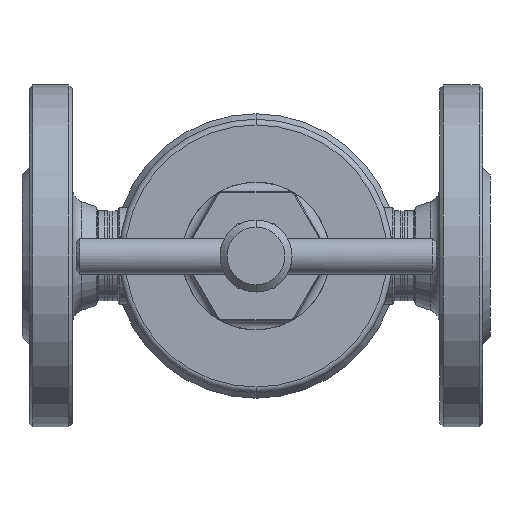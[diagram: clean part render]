
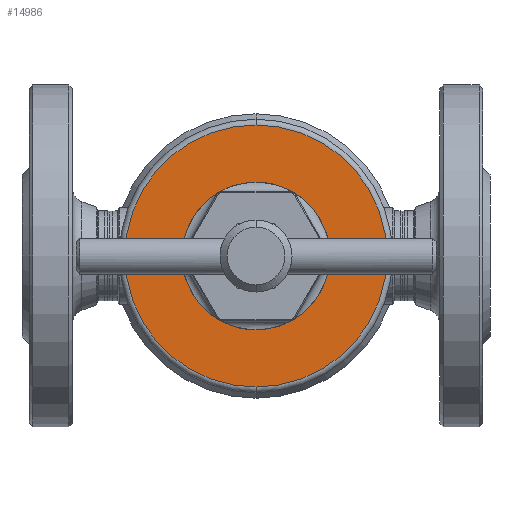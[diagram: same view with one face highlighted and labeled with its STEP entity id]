
A CAD part, front view. The second image highlights one B-rep face of the part: STEP entity #14986.
In plain terms, the highlighted planar face has unit normal (0, -1, 0).
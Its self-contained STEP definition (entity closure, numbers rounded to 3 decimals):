
#1295 = CARTESIAN_POINT ( 'NONE',  ( 0., -201.5, 20.5 ) ) ;
#1349 = VERTEX_POINT ( 'NONE', #1295 ) ;
#1600 = ORIENTED_EDGE ( 'NONE', *, *, #8246, .F. ) ;
#1804 = CARTESIAN_POINT ( 'NONE',  ( 0., -201.5, 0. ) ) ;
#1907 = DIRECTION ( 'NONE',  ( 0., 1., 0. ) ) ;
#2358 = CIRCLE ( 'NONE', #3227, 20.5 ) ;
#2440 = CARTESIAN_POINT ( 'NONE',  ( 0., -201.5, 36.4 ) ) ;
#3043 = DIRECTION ( 'NONE',  ( 0., 0., -1. ) ) ;
#3092 = PLANE ( 'NONE',  #12067 ) ;
#3227 = AXIS2_PLACEMENT_3D ( 'NONE', #12011, #4608, #13258 ) ;
#3781 = CARTESIAN_POINT ( 'NONE',  ( 0., -201.5, 0. ) ) ;
#3905 = AXIS2_PLACEMENT_3D ( 'NONE', #3781, #12431, #5019 ) ;
#4192 = DIRECTION ( 'NONE',  ( 0., -1., 0. ) ) ;
#4608 = DIRECTION ( 'NONE',  ( 0., -1., 0. ) ) ;
#5019 = DIRECTION ( 'NONE',  ( 0., 0., -1. ) ) ;
#5710 = VERTEX_POINT ( 'NONE', #2440 ) ;
#5879 = AXIS2_PLACEMENT_3D ( 'NONE', #1804, #10463, #3043 ) ;
#5903 = FACE_BOUND ( 'NONE', #16008, .T. ) ;
#6562 = ORIENTED_EDGE ( 'NONE', *, *, #11742, .F. ) ;
#7028 = VERTEX_POINT ( 'NONE', #7781 ) ;
#7781 = CARTESIAN_POINT ( 'NONE',  ( 0., -201.5, -20.5 ) ) ;
#8246 = EDGE_CURVE ( 'NONE', #7028, #1349, #2358, .T. ) ;
#9556 = EDGE_CURVE ( 'NONE', #5710, #10786, #10094, .T. ) ;
#9561 = EDGE_LOOP ( 'NONE', ( #10101, #9733 ) ) ;
#9733 = ORIENTED_EDGE ( 'NONE', *, *, #9556, .T. ) ;
#9769 = EDGE_CURVE ( 'NONE', #10786, #5710, #11433, .T. ) ;
#10094 = CIRCLE ( 'NONE', #11383, 36.4 ) ;
#10101 = ORIENTED_EDGE ( 'NONE', *, *, #9769, .T. ) ;
#10463 = DIRECTION ( 'NONE',  ( 0., -1., 0. ) ) ;
#10553 = DIRECTION ( 'NONE',  ( 0., 0., 1. ) ) ;
#10786 = VERTEX_POINT ( 'NONE', #12832 ) ;
#11383 = AXIS2_PLACEMENT_3D ( 'NONE', #11606, #4192, #12833 ) ;
#11433 = CIRCLE ( 'NONE', #5879, 36.4 ) ;
#11606 = CARTESIAN_POINT ( 'NONE',  ( 0., -201.5, 0. ) ) ;
#11742 = EDGE_CURVE ( 'NONE', #1349, #7028, #13729, .T. ) ;
#12011 = CARTESIAN_POINT ( 'NONE',  ( 0., -201.5, 0. ) ) ;
#12067 = AXIS2_PLACEMENT_3D ( 'NONE', #15491, #1907, #10553 ) ;
#12431 = DIRECTION ( 'NONE',  ( 0., -1., 0. ) ) ;
#12832 = CARTESIAN_POINT ( 'NONE',  ( 0., -201.5, -36.4 ) ) ;
#12833 = DIRECTION ( 'NONE',  ( 0., 0., -1. ) ) ;
#13258 = DIRECTION ( 'NONE',  ( 0., 0., -1. ) ) ;
#13729 = CIRCLE ( 'NONE', #3905, 20.5 ) ;
#14986 = ADVANCED_FACE ( 'NONE', ( #5903, #15412 ), #3092, .F. ) ;
#15412 = FACE_OUTER_BOUND ( 'NONE', #9561, .T. ) ;
#15491 = CARTESIAN_POINT ( 'NONE',  ( -36.4, -201.5, 0. ) ) ;
#16008 = EDGE_LOOP ( 'NONE', ( #1600, #6562 ) ) ;
